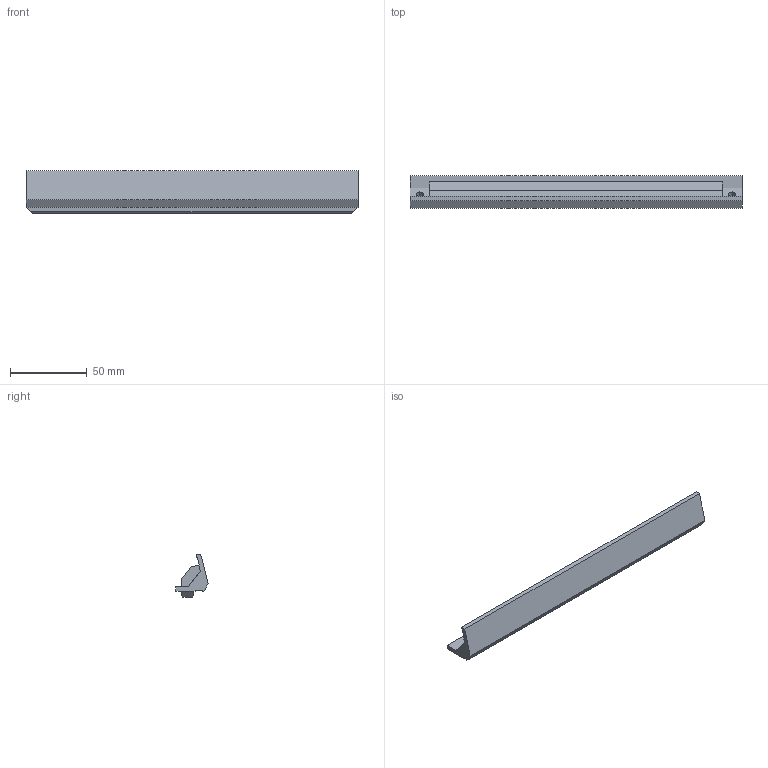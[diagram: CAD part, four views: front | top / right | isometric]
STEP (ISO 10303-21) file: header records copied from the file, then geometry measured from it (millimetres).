
FILE_DESCRIPTION (( 'STEP AP203' ), '1' );
FILE_NAME ('Btm-Bar-SIDES.HALF.STEP', '2021-07-08T14:29:27', ( '' ), ( '' ), 'SwSTEP 2.0', 'SolidWorks 2019', '' );
FILE_SCHEMA (( 'CONFIG_CONTROL_DESIGN' ));
Length unit declared in the file: millimetre
Products named in the file (1): Btm-Bar-SIDES.HALF
Bounding box: 216.32 x 21.15 x 27.87 mm (x, y, z)
Volume: 60963.7 mm3; surface area: 19872.7 mm2
Topology: 1 solids, 1 shells, 38 faces, 102 edges, 68 vertices
Faces by surface type: plane 34, cylinder 4
Entity records: 1251 total; most frequent: CARTESIAN_POINT 209, ORIENTED_EDGE 204, DIRECTION 188, EDGE_CURVE 102, VECTOR 94, LINE 94, VERTEX_POINT 68, AXIS2_PLACEMENT_3D 47
